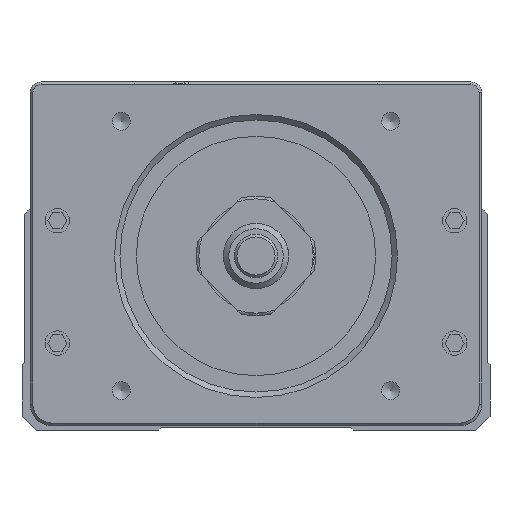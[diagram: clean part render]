
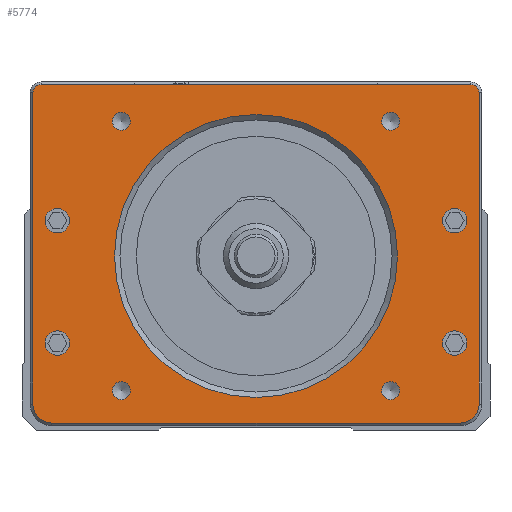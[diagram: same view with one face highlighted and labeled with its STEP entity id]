
A CAD part, front view. The second image highlights one B-rep face of the part: STEP entity #5774.
In plain terms, the highlighted planar face has unit normal (0, -1, 0).
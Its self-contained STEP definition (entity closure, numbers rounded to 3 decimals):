
#355=PLANE('',#19571);
#2323=LINE('',#27502,#4154);
#2324=LINE('',#27507,#4155);
#2325=LINE('',#27511,#4156);
#2326=LINE('',#27515,#4157);
#4154=VECTOR('',#21752,1.);
#4155=VECTOR('',#21755,1.);
#4156=VECTOR('',#21758,1.);
#4157=VECTOR('',#21761,1.);
#5774=ADVANCED_FACE('',(#7136,#7137,#7138,#7139,#7140,#7141,#7142,#7143,
#7144,#7145),#355,.F.);
#7136=FACE_BOUND('',#7825,.T.);
#7137=FACE_BOUND('',#7826,.T.);
#7138=FACE_BOUND('',#7827,.T.);
#7139=FACE_BOUND('',#7828,.T.);
#7140=FACE_BOUND('',#7829,.T.);
#7141=FACE_BOUND('',#7830,.T.);
#7142=FACE_BOUND('',#7831,.T.);
#7143=FACE_BOUND('',#7832,.T.);
#7144=FACE_BOUND('',#7833,.T.);
#7145=FACE_BOUND('',#7834,.T.);
#7825=EDGE_LOOP('',(#9697));
#7826=EDGE_LOOP('',(#9698));
#7827=EDGE_LOOP('',(#9699));
#7828=EDGE_LOOP('',(#9700));
#7829=EDGE_LOOP('',(#9701));
#7830=EDGE_LOOP('',(#9702,#9703,#9704,#9705,#9706,#9707,#9708,#9709));
#7831=EDGE_LOOP('',(#9710));
#7832=EDGE_LOOP('',(#9711));
#7833=EDGE_LOOP('',(#9712));
#7834=EDGE_LOOP('',(#9713));
#9697=ORIENTED_EDGE('',*,*,#16619,.T.);
#9698=ORIENTED_EDGE('',*,*,#16620,.T.);
#9699=ORIENTED_EDGE('',*,*,#16621,.T.);
#9700=ORIENTED_EDGE('',*,*,#16622,.T.);
#9701=ORIENTED_EDGE('',*,*,#16623,.T.);
#9702=ORIENTED_EDGE('',*,*,#16624,.T.);
#9703=ORIENTED_EDGE('',*,*,#16625,.T.);
#9704=ORIENTED_EDGE('',*,*,#16626,.T.);
#9705=ORIENTED_EDGE('',*,*,#16627,.T.);
#9706=ORIENTED_EDGE('',*,*,#16628,.T.);
#9707=ORIENTED_EDGE('',*,*,#16629,.T.);
#9708=ORIENTED_EDGE('',*,*,#16630,.T.);
#9709=ORIENTED_EDGE('',*,*,#16631,.T.);
#9710=ORIENTED_EDGE('',*,*,#16632,.T.);
#9711=ORIENTED_EDGE('',*,*,#16633,.T.);
#9712=ORIENTED_EDGE('',*,*,#16634,.T.);
#9713=ORIENTED_EDGE('',*,*,#16635,.T.);
#14747=VERTEX_POINT('',#27493);
#14748=VERTEX_POINT('',#27495);
#14749=VERTEX_POINT('',#27497);
#14750=VERTEX_POINT('',#27499);
#14751=VERTEX_POINT('',#27501);
#14752=VERTEX_POINT('',#27503);
#14753=VERTEX_POINT('',#27504);
#14754=VERTEX_POINT('',#27506);
#14755=VERTEX_POINT('',#27508);
#14756=VERTEX_POINT('',#27510);
#14757=VERTEX_POINT('',#27512);
#14758=VERTEX_POINT('',#27514);
#14759=VERTEX_POINT('',#27516);
#14760=VERTEX_POINT('',#27519);
#14761=VERTEX_POINT('',#27521);
#14762=VERTEX_POINT('',#27523);
#14763=VERTEX_POINT('',#27525);
#16619=EDGE_CURVE('',#14747,#14747,#18879,.T.);
#16620=EDGE_CURVE('',#14748,#14748,#18880,.T.);
#16621=EDGE_CURVE('',#14749,#14749,#18881,.T.);
#16622=EDGE_CURVE('',#14750,#14750,#18882,.T.);
#16623=EDGE_CURVE('',#14751,#14751,#18883,.T.);
#16624=EDGE_CURVE('',#14752,#14753,#2323,.T.);
#16625=EDGE_CURVE('',#14753,#14754,#18884,.T.);
#16626=EDGE_CURVE('',#14754,#14755,#2324,.T.);
#16627=EDGE_CURVE('',#14755,#14756,#18885,.T.);
#16628=EDGE_CURVE('',#14756,#14757,#2325,.T.);
#16629=EDGE_CURVE('',#14757,#14758,#18886,.T.);
#16630=EDGE_CURVE('',#14758,#14759,#2326,.T.);
#16631=EDGE_CURVE('',#14759,#14752,#18887,.T.);
#16632=EDGE_CURVE('',#14760,#14760,#18888,.T.);
#16633=EDGE_CURVE('',#14761,#14761,#18889,.T.);
#16634=EDGE_CURVE('',#14762,#14762,#18890,.T.);
#16635=EDGE_CURVE('',#14763,#14763,#18891,.T.);
#18879=CIRCLE('',#19558,26.);
#18880=CIRCLE('',#19559,1.65);
#18881=CIRCLE('',#19560,1.65);
#18882=CIRCLE('',#19561,1.65);
#18883=CIRCLE('',#19562,1.65);
#18884=CIRCLE('',#19563,1.5);
#18885=CIRCLE('',#19564,1.5);
#18886=CIRCLE('',#19565,3.5);
#18887=CIRCLE('',#19566,3.5);
#18888=CIRCLE('',#19567,2.25);
#18889=CIRCLE('',#19568,2.25);
#18890=CIRCLE('',#19569,2.25);
#18891=CIRCLE('',#19570,2.25);
#19558=AXIS2_PLACEMENT_3D('',#27492,#21742,#21743);
#19559=AXIS2_PLACEMENT_3D('',#27494,#21744,#21745);
#19560=AXIS2_PLACEMENT_3D('',#27496,#21746,#21747);
#19561=AXIS2_PLACEMENT_3D('',#27498,#21748,#21749);
#19562=AXIS2_PLACEMENT_3D('',#27500,#21750,#21751);
#19563=AXIS2_PLACEMENT_3D('',#27505,#21753,#21754);
#19564=AXIS2_PLACEMENT_3D('',#27509,#21756,#21757);
#19565=AXIS2_PLACEMENT_3D('',#27513,#21759,#21760);
#19566=AXIS2_PLACEMENT_3D('',#27517,#21762,#21763);
#19567=AXIS2_PLACEMENT_3D('',#27518,#21764,#21765);
#19568=AXIS2_PLACEMENT_3D('',#27520,#21766,#21767);
#19569=AXIS2_PLACEMENT_3D('',#27522,#21768,#21769);
#19570=AXIS2_PLACEMENT_3D('',#27524,#21770,#21771);
#19571=AXIS2_PLACEMENT_3D('',#27526,#21772,#21773);
#21742=DIRECTION('',(0.,1.,0.));
#21743=DIRECTION('',(0.,0.,1.));
#21744=DIRECTION('',(0.,1.,0.));
#21745=DIRECTION('',(0.,0.,1.));
#21746=DIRECTION('',(0.,1.,0.));
#21747=DIRECTION('',(0.,0.,1.));
#21748=DIRECTION('',(0.,1.,0.));
#21749=DIRECTION('',(0.,0.,1.));
#21750=DIRECTION('',(0.,1.,0.));
#21751=DIRECTION('',(0.,0.,1.));
#21752=DIRECTION('',(0.,0.,1.));
#21753=DIRECTION('',(0.,-1.,0.));
#21754=DIRECTION('',(0.,0.,1.));
#21755=DIRECTION('',(-1.,0.,0.));
#21756=DIRECTION('',(0.,-1.,0.));
#21757=DIRECTION('',(0.,0.,1.));
#21758=DIRECTION('',(0.,0.,-1.));
#21759=DIRECTION('',(0.,-1.,0.));
#21760=DIRECTION('',(0.,0.,1.));
#21761=DIRECTION('',(1.,0.,0.));
#21762=DIRECTION('',(0.,-1.,0.));
#21763=DIRECTION('',(0.,0.,1.));
#21764=DIRECTION('',(0.,1.,0.));
#21765=DIRECTION('',(0.,0.,1.));
#21766=DIRECTION('',(0.,1.,0.));
#21767=DIRECTION('',(0.,0.,1.));
#21768=DIRECTION('',(0.,1.,0.));
#21769=DIRECTION('',(0.,0.,1.));
#21770=DIRECTION('',(0.,1.,0.));
#21771=DIRECTION('',(0.,0.,1.));
#21772=DIRECTION('',(0.,1.,0.));
#21773=DIRECTION('',(0.,0.,-1.));
#27492=CARTESIAN_POINT('',(0.,-236.633,32.));
#27493=CARTESIAN_POINT('',(0.,-236.633,58.));
#27494=CARTESIAN_POINT('',(-24.749,-236.633,56.749));
#27495=CARTESIAN_POINT('',(-24.749,-236.633,58.399));
#27496=CARTESIAN_POINT('',(-24.749,-236.633,7.251));
#27497=CARTESIAN_POINT('',(-24.749,-236.633,8.901));
#27498=CARTESIAN_POINT('',(24.749,-236.633,7.251));
#27499=CARTESIAN_POINT('',(24.749,-236.633,8.901));
#27500=CARTESIAN_POINT('',(24.749,-236.633,56.749));
#27501=CARTESIAN_POINT('',(24.749,-236.633,58.399));
#27502=CARTESIAN_POINT('',(41.,-236.633,60.));
#27503=CARTESIAN_POINT('',(41.,-236.633,4.8));
#27504=CARTESIAN_POINT('',(41.,-236.633,62.));
#27505=CARTESIAN_POINT('',(39.5,-236.633,62.));
#27506=CARTESIAN_POINT('',(39.5,-236.633,63.5));
#27507=CARTESIAN_POINT('',(39.,-236.633,63.5));
#27508=CARTESIAN_POINT('',(-39.5,-236.633,63.5));
#27509=CARTESIAN_POINT('',(-39.5,-236.633,62.));
#27510=CARTESIAN_POINT('',(-41.,-236.633,62.));
#27511=CARTESIAN_POINT('',(-41.,-236.633,60.));
#27512=CARTESIAN_POINT('',(-41.,-236.633,4.8));
#27513=CARTESIAN_POINT('',(-37.5,-236.633,4.8));
#27514=CARTESIAN_POINT('',(-37.5,-236.633,1.3));
#27515=CARTESIAN_POINT('',(39.,-236.633,1.3));
#27516=CARTESIAN_POINT('',(37.5,-236.633,1.3));
#27517=CARTESIAN_POINT('',(37.5,-236.633,4.8));
#27518=CARTESIAN_POINT('',(-36.5,-236.633,38.5));
#27519=CARTESIAN_POINT('',(-36.5,-236.633,40.75));
#27520=CARTESIAN_POINT('',(-36.5,-236.633,16.));
#27521=CARTESIAN_POINT('',(-36.5,-236.633,18.25));
#27522=CARTESIAN_POINT('',(36.5,-236.633,38.5));
#27523=CARTESIAN_POINT('',(36.5,-236.633,40.75));
#27524=CARTESIAN_POINT('',(36.5,-236.633,16.));
#27525=CARTESIAN_POINT('',(36.5,-236.633,18.25));
#27526=CARTESIAN_POINT('',(39.,-236.633,60.));
